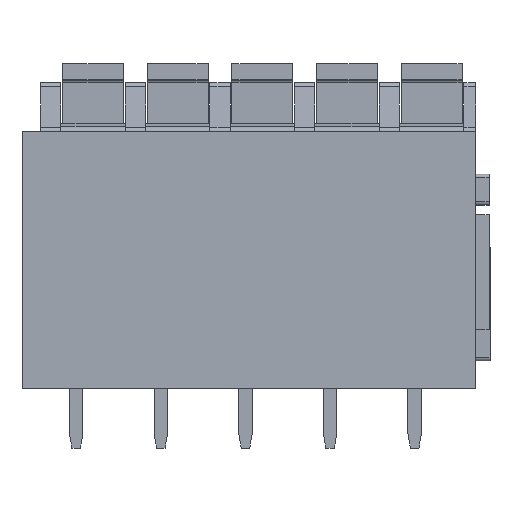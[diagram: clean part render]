
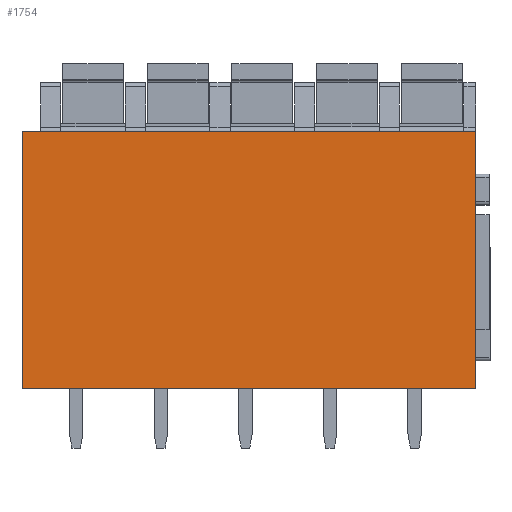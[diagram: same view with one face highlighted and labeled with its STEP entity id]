
A CAD part, front view. The second image highlights one B-rep face of the part: STEP entity #1754.
In plain terms, the highlighted planar face has unit normal (0, -1, 0).
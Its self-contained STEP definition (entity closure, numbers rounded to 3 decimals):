
#1736=AXIS2_PLACEMENT_3D('Plane Axis2P3D',#1733,#1734,#1735) ;
#432=CARTESIAN_POINT('Vertex',(26.8,0.,18.7)) ;
#435=CARTESIAN_POINT('Line Origine',(26.8,0.,11.1)) ;
#439=CARTESIAN_POINT('Vertex',(26.8,0.,3.5)) ;
#1663=CARTESIAN_POINT('Vertex',(0.,0.,3.5)) ;
#1666=CARTESIAN_POINT('Line Origine',(0.,0.,11.1)) ;
#1670=CARTESIAN_POINT('Vertex',(0.,0.,18.7)) ;
#1733=CARTESIAN_POINT('Axis2P3D Location',(0.,0.,18.7)) ;
#1738=CARTESIAN_POINT('Line Origine',(13.4,0.,18.7)) ;
#1743=CARTESIAN_POINT('Line Origine',(13.4,0.,3.5)) ;
#436=DIRECTION('Vector Direction',(0.,0.,-1.)) ;
#1667=DIRECTION('Vector Direction',(0.,0.,-1.)) ;
#1734=DIRECTION('Axis2P3D Direction',(0.,-1.,0.)) ;
#1735=DIRECTION('Axis2P3D XDirection',(0.,0.,-1.)) ;
#1739=DIRECTION('Vector Direction',(1.,0.,0.)) ;
#1744=DIRECTION('Vector Direction',(1.,0.,0.)) ;
#437=VECTOR('Line Direction',#436,1.) ;
#1668=VECTOR('Line Direction',#1667,1.) ;
#1740=VECTOR('Line Direction',#1739,1.) ;
#1745=VECTOR('Line Direction',#1744,1.) ;
#1749=ORIENTED_EDGE('',*,*,#441,.T.) ;
#1750=ORIENTED_EDGE('',*,*,#1742,.F.) ;
#1751=ORIENTED_EDGE('',*,*,#1672,.F.) ;
#1752=ORIENTED_EDGE('',*,*,#1747,.T.) ;
#1754=ADVANCED_FACE('_LMF 5.00/05/180  3.5SN OR BX 1330210000',(#1753),#1737,.T.) ;
#441=EDGE_CURVE('',#440,#433,#438,.F.) ;
#1672=EDGE_CURVE('',#1664,#1671,#1669,.F.) ;
#1742=EDGE_CURVE('',#1671,#433,#1741,.T.) ;
#1747=EDGE_CURVE('',#1664,#440,#1746,.T.) ;
#1748=EDGE_LOOP('',(#1749,#1750,#1751,#1752)) ;
#1753=FACE_OUTER_BOUND('',#1748,.T.) ;
#438=LINE('Line',#435,#437) ;
#1669=LINE('Line',#1666,#1668) ;
#1741=LINE('Line',#1738,#1740) ;
#1746=LINE('Line',#1743,#1745) ;
#1737=PLANE('',#1736) ;
#433=VERTEX_POINT('',#432) ;
#440=VERTEX_POINT('',#439) ;
#1664=VERTEX_POINT('',#1663) ;
#1671=VERTEX_POINT('',#1670) ;
